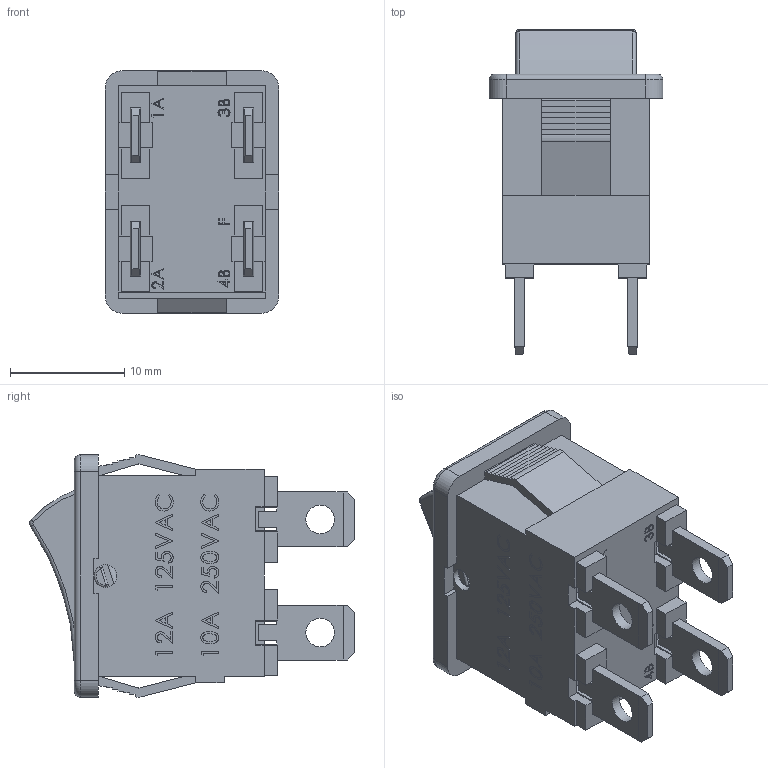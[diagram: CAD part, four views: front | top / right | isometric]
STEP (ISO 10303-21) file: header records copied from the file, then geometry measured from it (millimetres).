
FILE_DESCRIPTION(/* description */ ('STEP AP242','CAx-IF Rec.Pracs.---Representation and Presentation of Product Manufacturing Information (PMI)---4.0---2014-10-13','CAx-IF Rec.Pracs.---3D Tessellated Geometry---0.4---2014-09-14','2;1'),/* implementation_level */ '2;1');
FILE_NAME(/* name */ '6850da0fae61bb43dee1c080',/* time_stamp */ '2025-06-17T02:59:28Z',/* author */ (''),/* organization */ (''),/* preprocessor_version */ 'ST-DEVELOPER v20',/* originating_system */ 'ONSHAPE BY PTC INC, 1.199',/* authorisation */ ' ');
FILE_SCHEMA (('AP242_MANAGED_MODEL_BASED_3D_ENGINEERING_MIM_LF { 1 0 10303 442 1 1 4 }'));
Length unit declared in the file: metre
Products named in the file (8): Mini Rocker 4-Pin Switch; Weight Adjustment
Assembly tree (7 placements, depth 2):
  Mini Rocker 4-Pin Switch
    Mini Rocker 4-Pin Switch
    Mini Rocker 4-Pin Switch
    Mini Rocker 4-Pin Switch
    Weight Adjustment
    Mini Rocker 4-Pin Switch
    Mini Rocker 4-Pin Switch
    Mini Rocker 4-Pin Switch
Bounding box: 15.2 x 28.43 x 21.2 mm (x, y, z)
Volume: 3816.6 mm3; surface area: 4164.3 mm2
Topology: 7 solids, 7 shells, 859 faces, 2292 edges, 1506 vertices
Faces by surface type: plane 607, bspline 163, cylinder 65, torus 20, sphere 4
Full cylindrical faces by diameter (mm): 2 x2, 2.5 x4, 2.6 x1, 4 x1
Entity records: 36688 total; most frequent: CARTESIAN_POINT 16159, ORIENTED_EDGE 4536, DIRECTION 3491, EDGE_CURVE 2268, LINE 1747, VECTOR 1747, VERTEX_POINT 1500, EDGE_LOOP 960
